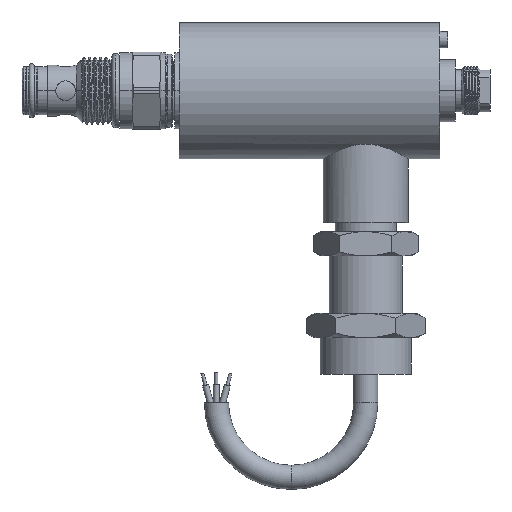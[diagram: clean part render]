
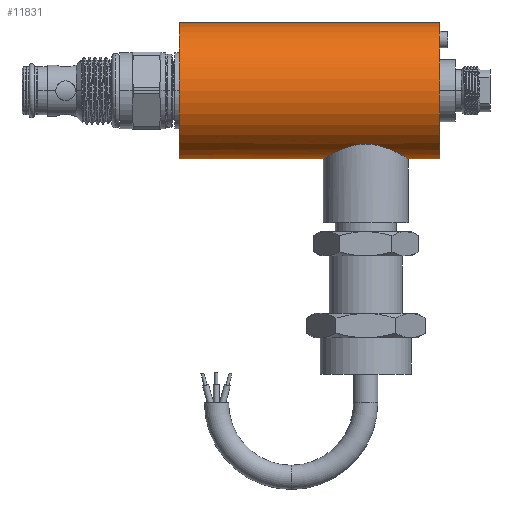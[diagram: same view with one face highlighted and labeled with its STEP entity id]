
A CAD part, front view. The second image highlights one B-rep face of the part: STEP entity #11831.
In plain terms, the highlighted cylindrical face has radius 22.5 mm (diameter 45 mm), a partial arc.
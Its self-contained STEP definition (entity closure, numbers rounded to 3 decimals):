
#195 = CARTESIAN_POINT ( 'NONE',  ( 123.388, 0., 0. ) ) ;
#874 = CARTESIAN_POINT ( 'NONE',  ( 107.452, -11.111, -19.574 ) ) ;
#895 = AXIS2_PLACEMENT_3D ( 'NONE', #195, #2165, #3209 ) ;
#913 = CARTESIAN_POINT ( 'NONE',  ( 96.996, -13.879, -17.709 ) ) ;
#951 = CARTESIAN_POINT ( 'NONE',  ( 111.42, -6.311, -21.615 ) ) ;
#1087 = DIRECTION ( 'NONE',  ( 0., 0., 1. ) ) ;
#1108 = EDGE_CURVE ( 'NONE', #1333, #9081, #10768, .T. ) ;
#1168 = CARTESIAN_POINT ( 'NONE',  ( 37.388, 0., 0. ) ) ;
#1189 = LINE ( 'NONE', #9407, #7090 ) ;
#1333 = VERTEX_POINT ( 'NONE', #5049 ) ;
#1417 = CARTESIAN_POINT ( 'NONE',  ( 37.388, 0., 0. ) ) ;
#1635 = CIRCLE ( 'NONE', #895, 22.5 ) ;
#1800 = CARTESIAN_POINT ( 'NONE',  ( 89.654, -10.532, -19.885 ) ) ;
#1843 = CARTESIAN_POINT ( 'NONE',  ( 102.594, -13.509, -17.994 ) ) ;
#1875 = CARTESIAN_POINT ( 'NONE',  ( 100.764, -13.905, -17.69 ) ) ;
#1918 = CARTESIAN_POINT ( 'NONE',  ( 112.864, -0.952, -22.485 ) ) ;
#1961 = CARTESIAN_POINT ( 'NONE',  ( 84.985, -1.886, -22.44 ) ) ;
#2049 = EDGE_CURVE ( 'NONE', #5701, #2897, #10491, .T. ) ;
#2165 = DIRECTION ( 'NONE',  ( 1., 0., 0. ) ) ;
#2258 = DIRECTION ( 'NONE',  ( 0., 0., -1. ) ) ;
#2298 = LINE ( 'NONE', #3448, #4280 ) ;
#2827 = CARTESIAN_POINT ( 'NONE',  ( 110.985, -7.105, -21.363 ) ) ;
#2870 = CARTESIAN_POINT ( 'NONE',  ( 86.355, -6.305, -21.616 ) ) ;
#2897 = VERTEX_POINT ( 'NONE', #7588 ) ;
#3104 = EDGE_LOOP ( 'NONE', ( #11941, #3820, #4527, #5143, #12076, #7670 ) ) ;
#3209 = DIRECTION ( 'NONE',  ( 0., 0., -1. ) ) ;
#3448 = CARTESIAN_POINT ( 'NONE',  ( 37.388, 0., -22.5 ) ) ;
#3754 = CARTESIAN_POINT ( 'NONE',  ( 108.138, -10.547, -19.887 ) ) ;
#3820 = ORIENTED_EDGE ( 'NONE', *, *, #1108, .F. ) ;
#3872 = CARTESIAN_POINT ( 'NONE',  ( 85.38, -3.708, -22.197 ) ) ;
#3896 = CYLINDRICAL_SURFACE ( 'NONE', #7499, 22.5 ) ;
#3918 = CARTESIAN_POINT ( 'NONE',  ( 109.394, -9.265, -20.507 ) ) ;
#4251 = LINE ( 'NONE', #7570, #12266 ) ;
#4280 = VECTOR ( 'NONE', #8295, 1000. ) ;
#4527 = ORIENTED_EDGE ( 'NONE', *, *, #4708, .T. ) ;
#4708 = EDGE_CURVE ( 'NONE', #1333, #5701, #4251, .T. ) ;
#4726 = CARTESIAN_POINT ( 'NONE',  ( 109.964, -8.575, -20.805 ) ) ;
#4759 = CARTESIAN_POINT ( 'NONE',  ( 87.808, -8.606, -20.805 ) ) ;
#4801 = CARTESIAN_POINT ( 'NONE',  ( 84.888, -0.953, -22.5 ) ) ;
#4853 = CARTESIAN_POINT ( 'NONE',  ( 95.173, -13.506, -17.996 ) ) ;
#4933 = CARTESIAN_POINT ( 'NONE',  ( 112.888, 0., -22.5 ) ) ;
#5049 = CARTESIAN_POINT ( 'NONE',  ( 37.388, 0., -22.5 ) ) ;
#5143 = ORIENTED_EDGE ( 'NONE', *, *, #2049, .T. ) ;
#5646 = CARTESIAN_POINT ( 'NONE',  ( 89.324, -10.233, -20.041 ) ) ;
#5680 = CARTESIAN_POINT ( 'NONE',  ( 88.379, -9.293, -20.503 ) ) ;
#5701 = VERTEX_POINT ( 'NONE', #6857 ) ;
#5774 = CARTESIAN_POINT ( 'NONE',  ( 103.907, -13.077, -18.311 ) ) ;
#5813 = CARTESIAN_POINT ( 'NONE',  ( 112.144, -4.6, -22.042 ) ) ;
#6529 = CARTESIAN_POINT ( 'NONE',  ( 123.388, 0., 22.5 ) ) ;
#6547 = EDGE_CURVE ( 'NONE', #9081, #9140, #1189, .T. ) ;
#6590 = CARTESIAN_POINT ( 'NONE',  ( 123.388, 0., -22.5 ) ) ;
#6631 = CARTESIAN_POINT ( 'NONE',  ( 96.534, -13.809, -17.765 ) ) ;
#6677 = CARTESIAN_POINT ( 'NONE',  ( 104.746, -12.724, -18.558 ) ) ;
#6713 = CARTESIAN_POINT ( 'NONE',  ( 85.658, -4.603, -22.029 ) ) ;
#6747 = CARTESIAN_POINT ( 'NONE',  ( 106.339, -11.861, -19.122 ) ) ;
#6857 = CARTESIAN_POINT ( 'NONE',  ( 84.888, 0., -22.5 ) ) ;
#7090 = VECTOR ( 'NONE', #9358, 1000. ) ;
#7418 = AXIS2_PLACEMENT_3D ( 'NONE', #1168, #11650, #1087 ) ;
#7499 = AXIS2_PLACEMENT_3D ( 'NONE', #1417, #9024, #2258 ) ;
#7570 = CARTESIAN_POINT ( 'NONE',  ( 37.388, 0., -22.5 ) ) ;
#7588 = CARTESIAN_POINT ( 'NONE',  ( 112.888, 0., -22.5 ) ) ;
#7600 = CARTESIAN_POINT ( 'NONE',  ( 85.818, -5.038, -21.933 ) ) ;
#7604 = DIRECTION ( 'NONE',  ( 1., 0., 0. ) ) ;
#7632 = CARTESIAN_POINT ( 'NONE',  ( 85.264, -3.256, -22.268 ) ) ;
#7670 = ORIENTED_EDGE ( 'NONE', *, *, #11615, .F. ) ;
#7674 = CARTESIAN_POINT ( 'NONE',  ( 97.931, -13.975, -17.634 ) ) ;
#7717 = CARTESIAN_POINT ( 'NONE',  ( 112.697, -2.352, -22.381 ) ) ;
#7896 = EDGE_CURVE ( 'NONE', #2897, #9579, #2298, .T. ) ;
#8295 = DIRECTION ( 'NONE',  ( 1., 0., 0. ) ) ;
#8557 = CARTESIAN_POINT ( 'NONE',  ( 91.817, -12.116, -18.968 ) ) ;
#8602 = CARTESIAN_POINT ( 'NONE',  ( 105.953, -12.095, -18.974 ) ) ;
#8643 = CARTESIAN_POINT ( 'NONE',  ( 109.09, -9.598, -20.353 ) ) ;
#8679 = CARTESIAN_POINT ( 'NONE',  ( 112.888, -0.473, -22.5 ) ) ;
#8720 = CARTESIAN_POINT ( 'NONE',  ( 94.285, -13.23, -18.2 ) ) ;
#9024 = DIRECTION ( 'NONE',  ( 1., 0., 0. ) ) ;
#9081 = VERTEX_POINT ( 'NONE', #12073 ) ;
#9140 = VERTEX_POINT ( 'NONE', #6529 ) ;
#9358 = DIRECTION ( 'NONE',  ( 1., 0., 0. ) ) ;
#9407 = CARTESIAN_POINT ( 'NONE',  ( 37.388, 0., 22.5 ) ) ;
#9548 = CARTESIAN_POINT ( 'NONE',  ( 105.155, -12.527, -18.692 ) ) ;
#9579 = VERTEX_POINT ( 'NONE', #6590 ) ;
#9584 = CARTESIAN_POINT ( 'NONE',  ( 112.418, -3.717, -22.21 ) ) ;
#9616 = CARTESIAN_POINT ( 'NONE',  ( 99.832, -14., -17.614 ) ) ;
#9641 = FACE_OUTER_BOUND ( 'NONE', #3104, .T. ) ;
#9710 = CARTESIAN_POINT ( 'NONE',  ( 103.477, -13.235, -18.197 ) ) ;
#10491 = B_SPLINE_CURVE_WITH_KNOTS ( 'NONE', 3,
 ( #12500, #4801, #1961, #7632, #3872, #6713, #7600, #2870, #12550, #4759, #5680, #5646, #1800, #11567, #12430, #8557, #10618, #12465, #8720, #4853, #10495, #6631, #913, #7674, #11604, #9616, #1875, #10581, #1843, #9710, #5774, #6677, #9548, #8602, #6747, #874, #3754, #8643, #3918, #4726, #10538, #2827, #951, #5813, #9584, #7717, #11529, #1918, #8679, #4933 ),
 .UNSPECIFIED., .F., .F.,
 ( 4, 2, 2, 2, 2, 2, 2, 2, 2, 2, 2, 2, 2, 2, 2, 2, 2, 2, 2, 2, 2, 2, 2, 2, 4 ),
 ( 0., 0.003, 0.004, 0.006, 0.008, 0.011, 0.013, 0.014, 0.017, 0.018, 0.02, 0.021, 0.023, 0.025, 0.027, 0.028, 0.03, 0.031, 0.034, 0.035, 0.037, 0.039, 0.042, 0.044, 0.045 ),
 .UNSPECIFIED. ) ;
#10495 = CARTESIAN_POINT ( 'NONE',  ( 95.623, -13.622, -17.908 ) ) ;
#10538 = CARTESIAN_POINT ( 'NONE',  ( 110.232, -8.218, -20.949 ) ) ;
#10581 = CARTESIAN_POINT ( 'NONE',  ( 102.138, -13.626, -17.906 ) ) ;
#10618 = CARTESIAN_POINT ( 'NONE',  ( 92.602, -12.542, -18.685 ) ) ;
#10768 = CIRCLE ( 'NONE', #7418, 22.5 ) ;
#11529 = CARTESIAN_POINT ( 'NONE',  ( 112.768, -1.891, -22.425 ) ) ;
#11567 = CARTESIAN_POINT ( 'NONE',  ( 90.345, -11.1, -19.574 ) ) ;
#11604 = CARTESIAN_POINT ( 'NONE',  ( 98.409, -14., -17.614 ) ) ;
#11615 = EDGE_CURVE ( 'NONE', #9140, #9579, #1635, .T. ) ;
#11650 = DIRECTION ( 'NONE',  ( -1., 0., 0. ) ) ;
#11831 = ADVANCED_FACE ( 'NONE', ( #9641 ), #3896, .T. ) ;
#11941 = ORIENTED_EDGE ( 'NONE', *, *, #6547, .F. ) ;
#12073 = CARTESIAN_POINT ( 'NONE',  ( 37.388, 0., 22.5 ) ) ;
#12076 = ORIENTED_EDGE ( 'NONE', *, *, #7896, .T. ) ;
#12266 = VECTOR ( 'NONE', #7604, 1000. ) ;
#12430 = CARTESIAN_POINT ( 'NONE',  ( 90.706, -11.369, -19.419 ) ) ;
#12465 = CARTESIAN_POINT ( 'NONE',  ( 93.854, -13.071, -18.315 ) ) ;
#12500 = CARTESIAN_POINT ( 'NONE',  ( 84.888, 0., -22.5 ) ) ;
#12550 = CARTESIAN_POINT ( 'NONE',  ( 86.789, -7.102, -21.365 ) ) ;
